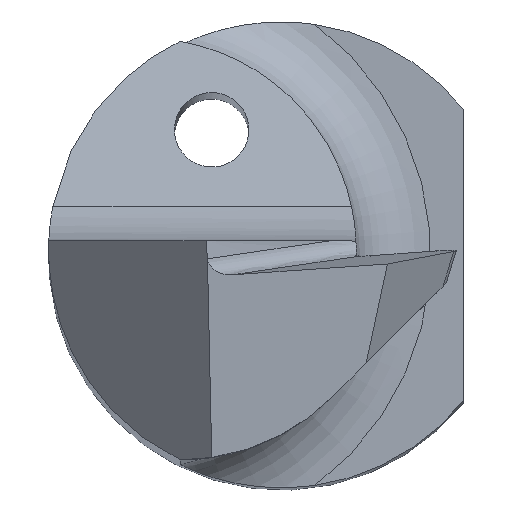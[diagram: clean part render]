
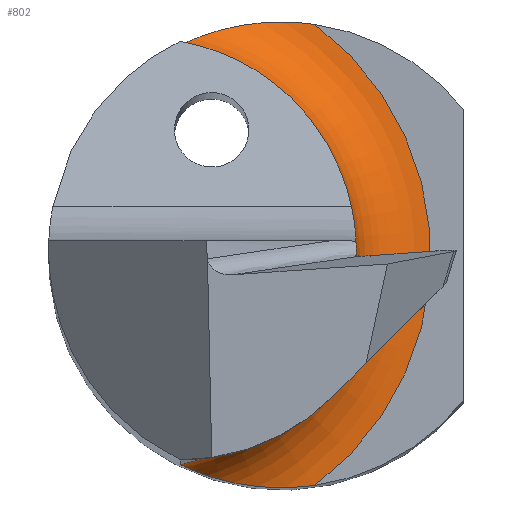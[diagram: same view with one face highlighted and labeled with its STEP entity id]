
A CAD part, top view. The second image highlights one B-rep face of the part: STEP entity #802.
In plain terms, the highlighted toroidal (fillet/blend) face has major radius 3.084 mm and minor radius 0.8 mm.
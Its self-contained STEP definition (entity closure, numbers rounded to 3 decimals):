
#17 = CARTESIAN_POINT ( 'NONE',  ( -1.09, 2.25, 15.394 ) ) ;
#23 = ORIENTED_EDGE ( 'NONE', *, *, #837, .F. ) ;
#31 = AXIS2_PLACEMENT_3D ( 'NONE', #212, #265, #826 ) ;
#33 = DIRECTION ( 'NONE',  ( 1., 0., 0. ) ) ;
#34 = B_SPLINE_CURVE_WITH_KNOTS ( 'NONE', 3,
 ( #330, #468, #824, #416, #205, #756, #137, #484, #192, #543, #661, #600 ),
 .UNSPECIFIED., .F., .F.,
 ( 4, 2, 2, 2, 2, 4 ),
 ( 0., 0., 0.001, 0.001, 0.002, 0.002 ),
 .UNSPECIFIED. ) ;
#62 = CARTESIAN_POINT ( 'NONE',  ( 0.357, 2.474, 14.75 ) ) ;
#66 = AXIS2_PLACEMENT_3D ( 'NONE', #585, #800, #33 ) ;
#108 = EDGE_CURVE ( 'NONE', #431, #158, #806, .T. ) ;
#112 = ORIENTED_EDGE ( 'NONE', *, *, #108, .F. ) ;
#133 = EDGE_CURVE ( 'NONE', #158, #472, #445, .T. ) ;
#137 = CARTESIAN_POINT ( 'NONE',  ( -0.809, -2.368, 15.033 ) ) ;
#139 = ORIENTED_EDGE ( 'NONE', *, *, #520, .F. ) ;
#158 = VERTEX_POINT ( 'NONE', #841 ) ;
#173 = CARTESIAN_POINT ( 'NONE',  ( -0.251, 2.492, 14.807 ) ) ;
#179 = CARTESIAN_POINT ( 'NONE',  ( -1.016, 2.287, 15.249 ) ) ;
#192 = CARTESIAN_POINT ( 'NONE',  ( -1.008, -2.288, 15.256 ) ) ;
#205 = CARTESIAN_POINT ( 'NONE',  ( -0.4, -2.472, 14.844 ) ) ;
#206 = AXIS2_PLACEMENT_3D ( 'NONE', #810, #621, #390 ) ;
#212 = CARTESIAN_POINT ( 'NONE',  ( -1.484, 0., 14.75 ) ) ;
#265 = DIRECTION ( 'NONE',  ( 0., 0., -1. ) ) ;
#288 = CARTESIAN_POINT ( 'NONE',  ( 0.357, 2.474, 14.75 ) ) ;
#330 = CARTESIAN_POINT ( 'NONE',  ( 0.357, -2.474, 14.75 ) ) ;
#336 = CARTESIAN_POINT ( 'NONE',  ( 0.357, -2.474, 14.75 ) ) ;
#342 = CARTESIAN_POINT ( 'NONE',  ( -1.09, -2.25, 15.55 ) ) ;
#363 = CARTESIAN_POINT ( 'NONE',  ( 0.204, 2.496, 14.75 ) ) ;
#390 = DIRECTION ( 'NONE',  ( 1., 0., 0. ) ) ;
#416 = CARTESIAN_POINT ( 'NONE',  ( -0.249, -2.492, 14.806 ) ) ;
#429 = ORIENTED_EDGE ( 'NONE', *, *, #133, .F. ) ;
#431 = VERTEX_POINT ( 'NONE', #342 ) ;
#432 = CARTESIAN_POINT ( 'NONE',  ( -0.402, 2.472, 14.844 ) ) ;
#445 = B_SPLINE_CURVE_WITH_KNOTS ( 'NONE', 3,
 ( #868, #17, #179, #846, #863, #432, #173, #729, #363, #288 ),
 .UNSPECIFIED., .F., .F.,
 ( 4, 2, 2, 2, 4 ),
 ( 0., 0., 0.001, 0.001, 0.002 ),
 .UNSPECIFIED. ) ;
#468 = CARTESIAN_POINT ( 'NONE',  ( 0.204, -2.496, 14.75 ) ) ;
#472 = VERTEX_POINT ( 'NONE', #62 ) ;
#473 = FACE_OUTER_BOUND ( 'NONE', #512, .T. ) ;
#484 = CARTESIAN_POINT ( 'NONE',  ( -0.964, -2.307, 15.195 ) ) ;
#500 = VERTEX_POINT ( 'NONE', #336 ) ;
#512 = EDGE_LOOP ( 'NONE', ( #23, #139, #429, #112 ) ) ;
#520 = EDGE_CURVE ( 'NONE', #472, #500, #879, .T. ) ;
#543 = CARTESIAN_POINT ( 'NONE',  ( -1.072, -2.259, 15.396 ) ) ;
#585 = CARTESIAN_POINT ( 'NONE',  ( -1.484, 0., 15.55 ) ) ;
#589 = TOROIDAL_SURFACE ( 'NONE', #206, 3.084, 0.8 ) ;
#600 = CARTESIAN_POINT ( 'NONE',  ( -1.09, -2.25, 15.55 ) ) ;
#621 = DIRECTION ( 'NONE',  ( 0., 0., 1. ) ) ;
#661 = CARTESIAN_POINT ( 'NONE',  ( -1.09, -2.25, 15.472 ) ) ;
#729 = CARTESIAN_POINT ( 'NONE',  ( 0.05, 2.504, 14.76 ) ) ;
#756 = CARTESIAN_POINT ( 'NONE',  ( -0.678, -2.411, 14.957 ) ) ;
#800 = DIRECTION ( 'NONE',  ( 0., 0., 1. ) ) ;
#802 = ADVANCED_FACE ( 'NONE', ( #473 ), #589, .F. ) ;
#806 = CIRCLE ( 'NONE', #66, 2.284 ) ;
#810 = CARTESIAN_POINT ( 'NONE',  ( -1.484, 0., 15.55 ) ) ;
#824 = CARTESIAN_POINT ( 'NONE',  ( 0.052, -2.504, 14.76 ) ) ;
#826 = DIRECTION ( 'NONE',  ( 1., 0., 0. ) ) ;
#837 = EDGE_CURVE ( 'NONE', #500, #431, #34, .T. ) ;
#841 = CARTESIAN_POINT ( 'NONE',  ( -1.09, 2.25, 15.55 ) ) ;
#846 = CARTESIAN_POINT ( 'NONE',  ( -0.811, 2.368, 15.035 ) ) ;
#863 = CARTESIAN_POINT ( 'NONE',  ( -0.68, 2.41, 14.957 ) ) ;
#868 = CARTESIAN_POINT ( 'NONE',  ( -1.09, 2.25, 15.55 ) ) ;
#879 = CIRCLE ( 'NONE', #31, 3.084 ) ;
